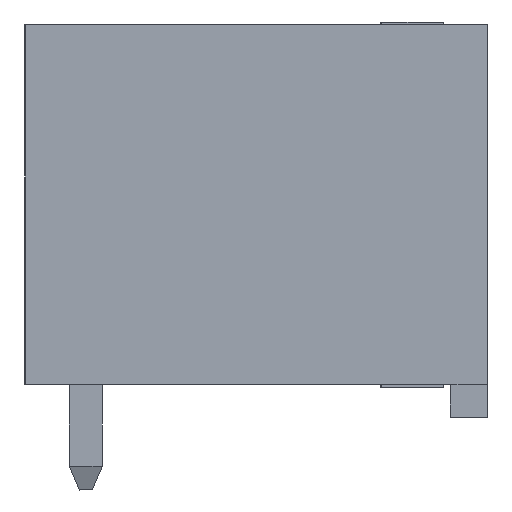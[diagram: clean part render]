
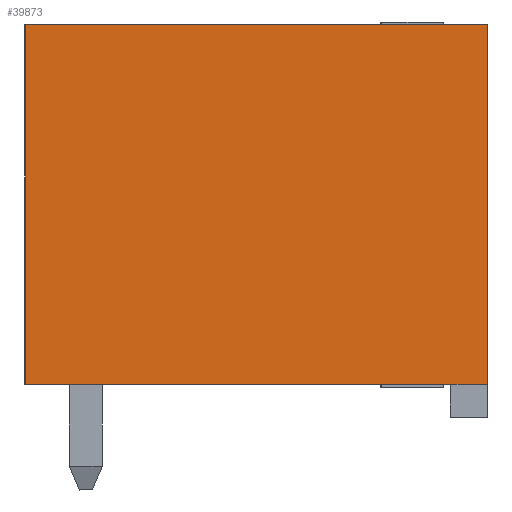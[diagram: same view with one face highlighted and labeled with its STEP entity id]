
A CAD part, left-side view. The second image highlights one B-rep face of the part: STEP entity #39873.
In plain terms, the highlighted planar face has unit normal (-1, 0, 0).
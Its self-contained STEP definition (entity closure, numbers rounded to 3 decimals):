
#39845=AXIS2_PLACEMENT_3D('Plane Axis2P3D',#39842,#39843,#39844) ;
#39243=CARTESIAN_POINT('Vertex',(0.,0.,14.1)) ;
#39246=CARTESIAN_POINT('Line Origine',(0.,0.,8.65)) ;
#39250=CARTESIAN_POINT('Vertex',(0.,0.,3.2)) ;
#39721=CARTESIAN_POINT('Vertex',(0.,14.,14.1)) ;
#39724=CARTESIAN_POINT('Line Origine',(0.,7.,14.1)) ;
#39842=CARTESIAN_POINT('Axis2P3D Location',(0.,0.,14.1)) ;
#39847=CARTESIAN_POINT('Line Origine',(0.,14.,8.65)) ;
#39851=CARTESIAN_POINT('Vertex',(0.,14.,3.2)) ;
#39854=CARTESIAN_POINT('Line Origine',(0.,7.55,3.2)) ;
#39858=CARTESIAN_POINT('Vertex',(0.,1.1,3.2)) ;
#39861=CARTESIAN_POINT('Line Origine',(0.,0.55,3.2)) ;
#39247=DIRECTION('Vector Direction',(0.,0.,-1.)) ;
#39725=DIRECTION('Vector Direction',(0.,1.,0.)) ;
#39843=DIRECTION('Axis2P3D Direction',(-1.,0.,0.)) ;
#39844=DIRECTION('Axis2P3D XDirection',(0.,1.,0.)) ;
#39848=DIRECTION('Vector Direction',(0.,0.,-1.)) ;
#39855=DIRECTION('Vector Direction',(0.,1.,0.)) ;
#39862=DIRECTION('Vector Direction',(0.,1.,0.)) ;
#39248=VECTOR('Line Direction',#39247,1.) ;
#39726=VECTOR('Line Direction',#39725,1.) ;
#39849=VECTOR('Line Direction',#39848,1.) ;
#39856=VECTOR('Line Direction',#39855,1.) ;
#39863=VECTOR('Line Direction',#39862,1.) ;
#39867=ORIENTED_EDGE('',*,*,#39853,.T.) ;
#39868=ORIENTED_EDGE('',*,*,#39860,.F.) ;
#39869=ORIENTED_EDGE('',*,*,#39865,.F.) ;
#39870=ORIENTED_EDGE('',*,*,#39252,.F.) ;
#39871=ORIENTED_EDGE('',*,*,#39728,.T.) ;
#39873=ADVANCED_FACE('Housing',(#39872),#39846,.T.) ;
#39252=EDGE_CURVE('',#39244,#39251,#39249,.T.) ;
#39728=EDGE_CURVE('',#39244,#39722,#39727,.T.) ;
#39853=EDGE_CURVE('',#39722,#39852,#39850,.T.) ;
#39860=EDGE_CURVE('',#39859,#39852,#39857,.T.) ;
#39865=EDGE_CURVE('',#39251,#39859,#39864,.T.) ;
#39866=EDGE_LOOP('',(#39867,#39868,#39869,#39870,#39871)) ;
#39872=FACE_OUTER_BOUND('',#39866,.T.) ;
#39249=LINE('Line',#39246,#39248) ;
#39727=LINE('Line',#39724,#39726) ;
#39850=LINE('Line',#39847,#39849) ;
#39857=LINE('Line',#39854,#39856) ;
#39864=LINE('Line',#39861,#39863) ;
#39846=PLANE('',#39845) ;
#39244=VERTEX_POINT('',#39243) ;
#39251=VERTEX_POINT('',#39250) ;
#39722=VERTEX_POINT('',#39721) ;
#39852=VERTEX_POINT('',#39851) ;
#39859=VERTEX_POINT('',#39858) ;
